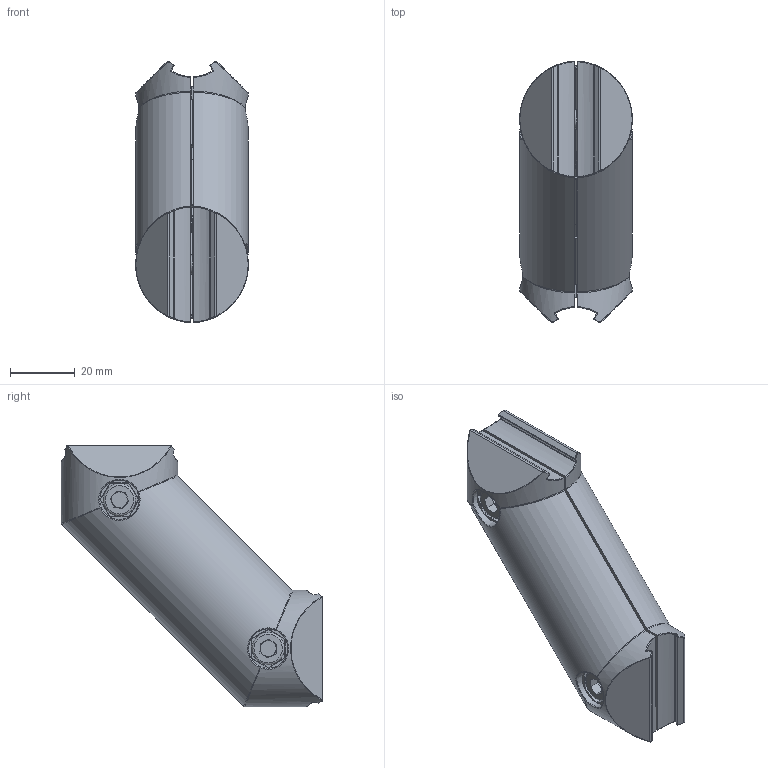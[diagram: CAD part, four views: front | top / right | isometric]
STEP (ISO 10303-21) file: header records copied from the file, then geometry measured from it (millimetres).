
FILE_DESCRIPTION(/* description */ (''),/* implementation_level */ '2;1');
FILE_NAME(/* name */ '350005.stp',/* time_stamp */ '2019-04-13T11:27:37+02:00',/* author */ ('Spacek'),/* organization */ ('Alutec K&K'),/* preprocessor_version */ 'ST-DEVELOPER v17',/* originating_system */ 'Autodesk Inventor 2018',/* authorisation */ '');
FILE_SCHEMA (('AUTOMOTIVE_DESIGN { 1 0 10303 214 3 1 1 }'));
Length unit declared in the file: millimetre
Products named in the file (4): 350005; 099rv2890qr01; 106019 - 4DIN912M0625M_DIN 912 M6 x 25 --- 25N; 4iso10511m06m_4iso10511m06m
Assembly tree (6 placements, depth 2):
  350005
    099rv2890qr01  x2
    106019 - 4DIN912M0625M_DIN 912 M6 x 25 --- 25N  x2
    4iso10511m06m_4iso10511m06m  x2
Bounding box: 34.79 x 80.78 x 80.78 mm (x, y, z)
Volume: 47198.4 mm3; surface area: 31361.9 mm2
Topology: 6 solids, 6 shells, 1084 faces, 2576 edges, 1512 vertices
Faces by surface type: bspline 278, cylinder 234, plane 216, cone 172, sphere 106, torus 78
Full cylindrical faces by diameter (mm): 5 x10, 6 x4, 7.143 x2, 10 x4
Entity records: 22959 total; most frequent: CARTESIAN_POINT 10734, DIRECTION 2625, ORIENTED_EDGE 2558, EDGE_CURVE 1279, AXIS2_PLACEMENT_3D 1119, VERTEX_POINT 756, CIRCLE 584, EDGE_LOOP 561
